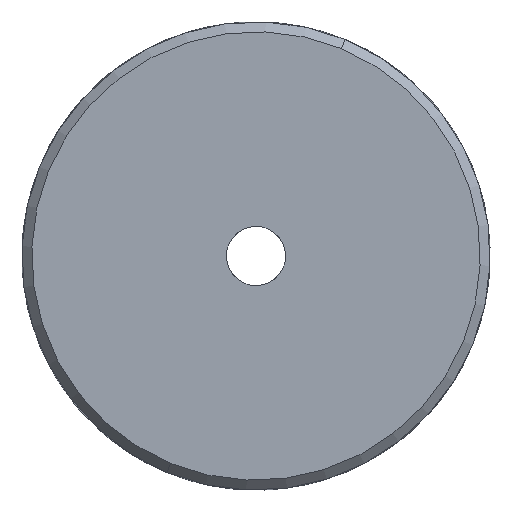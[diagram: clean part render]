
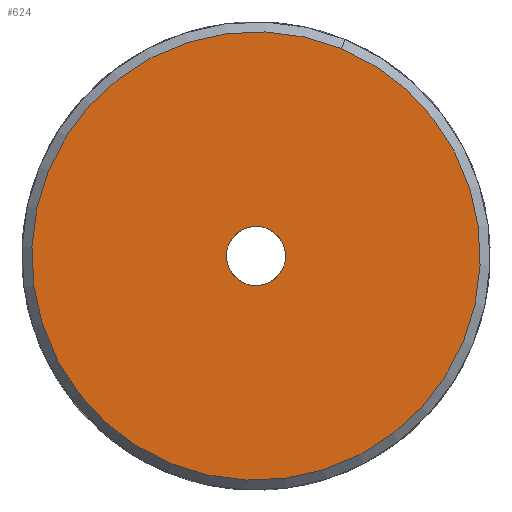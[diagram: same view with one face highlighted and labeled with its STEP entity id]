
A CAD part, left-side view. The second image highlights one B-rep face of the part: STEP entity #624.
In plain terms, the highlighted face is planar.
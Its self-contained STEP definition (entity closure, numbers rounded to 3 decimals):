
#6=CARTESIAN_POINT('',(0.,0.,0.));
#7=DIRECTION('',(0.,0.,1.));
#8=DIRECTION('',(-1.,0.,0.));
#9=AXIS2_PLACEMENT_3D('',#6,#7,#8);
#11=CARTESIAN_POINT('',(0.,0.,0.));
#12=DIRECTION('',(0.,0.,1.));
#13=DIRECTION('',(1.,0.,0.));
#14=AXIS2_PLACEMENT_3D('',#11,#12,#13);
#464=CARTESIAN_POINT('',(0.,0.,0.));
#465=DIRECTION('',(0.,0.,1.));
#466=DIRECTION('',(-1.,0.,0.));
#467=AXIS2_PLACEMENT_3D('',#464,#465,#466);
#473=CARTESIAN_POINT('',(0.,0.,0.));
#474=DIRECTION('',(0.,0.,1.));
#475=DIRECTION('',(1.,0.,0.));
#476=AXIS2_PLACEMENT_3D('',#473,#474,#475);
#487=CARTESIAN_POINT('',(45.5,0.,0.));
#488=CARTESIAN_POINT('',(-45.5,0.,0.));
#489=VERTEX_POINT('',#487);
#490=VERTEX_POINT('',#488);
#513=CARTESIAN_POINT('',(6.,0.,0.));
#514=CARTESIAN_POINT('',(-6.,0.,0.));
#515=VERTEX_POINT('',#513);
#516=VERTEX_POINT('',#514);
#608=CARTESIAN_POINT('',(0.,0.,0.));
#609=DIRECTION('',(0.,0.,1.));
#610=DIRECTION('',(1.,0.,0.));
#611=AXIS2_PLACEMENT_3D('',#608,#609,#610);
#612=PLANE('',#611);
#614=ORIENTED_EDGE('',*,*,#613,.T.);
#615=ORIENTED_EDGE('',*,*,#597,.T.);
#616=EDGE_LOOP('',(#614,#615));
#617=FACE_OUTER_BOUND('',#616,.F.);
#619=ORIENTED_EDGE('',*,*,#618,.F.);
#621=ORIENTED_EDGE('',*,*,#620,.F.);
#622=EDGE_LOOP('',(#619,#621));
#623=FACE_BOUND('',#622,.F.);
#624=ADVANCED_FACE('',(#617,#623),#612,.F.);
#10=CIRCLE('',#9,45.5);
#15=CIRCLE('',#14,45.5);
#468=CIRCLE('',#467,6.);
#477=CIRCLE('',#476,6.);
#597=EDGE_CURVE('',#489,#490,#15,.T.);
#613=EDGE_CURVE('',#490,#489,#10,.T.);
#618=EDGE_CURVE('',#515,#516,#477,.T.);
#620=EDGE_CURVE('',#516,#515,#468,.T.);
